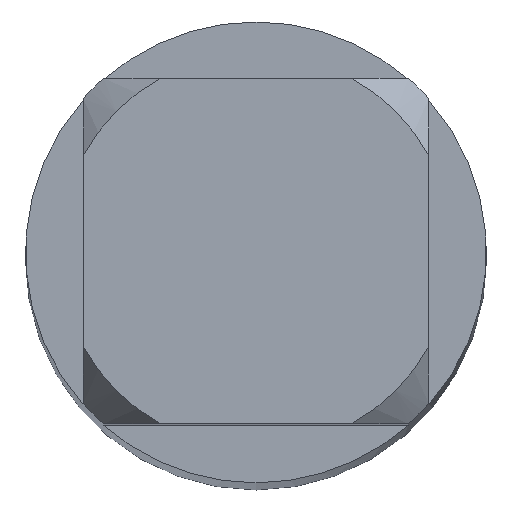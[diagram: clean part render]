
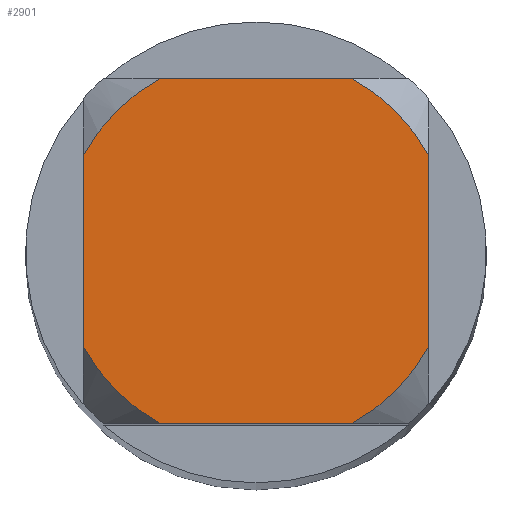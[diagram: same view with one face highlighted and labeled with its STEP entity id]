
A CAD part, top view. The second image highlights one B-rep face of the part: STEP entity #2901.
In plain terms, the highlighted planar face has unit normal (0, 0, 1).
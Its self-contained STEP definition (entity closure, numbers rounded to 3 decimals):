
#2193=EDGE_CURVE('',#5091,#3127,#6125,.T.);
#2423=VERTEX_POINT('',#6375);
#2469=EDGE_CURVE('',#2675,#2423,#6425,.T.);
#2505=VERTEX_POINT('',#6464);
#2555=EDGE_CURVE('',#5091,#3821,#6520,.T.);
#2675=VERTEX_POINT('',#6653);
#2859=EDGE_CURVE('',#2675,#3821,#6853,.T.);
#2901=ADVANCED_FACE('',(#6899),#6900,.T.);
#3127=VERTEX_POINT('',#7147);
#3591=EDGE_CURVE('',#3997,#3127,#7647,.T.);
#3821=VERTEX_POINT('',#7897);
#3997=VERTEX_POINT('',#8090);
#5091=VERTEX_POINT('',#9286);
#5131=EDGE_CURVE('',#5327,#2505,#9330,.T.);
#5327=VERTEX_POINT('',#9548);
#5573=EDGE_CURVE('',#5327,#2423,#9818,.T.);
#5655=EDGE_CURVE('',#3997,#2505,#9907,.T.);
#6125=CIRCLE('',#10590,1.2);
#6375=CARTESIAN_POINT('',(0.581,-1.05,0.0));
#6425=LINE('',#11236,#11237);
#6464=CARTESIAN_POINT('',(1.05,0.581,0.0));
#6520=LINE('',#11399,#11400);
#6653=CARTESIAN_POINT('',(-0.581,-1.05,0.0));
#6853=CIRCLE('',#12071,1.2);
#6899=FACE_OUTER_BOUND('',#12169,.T.);
#6900=PLANE('',#12170);
#7147=CARTESIAN_POINT('',(-0.581,1.05,0.0));
#7647=LINE('',#13735,#13736);
#7897=CARTESIAN_POINT('',(-1.05,-0.581,0.0));
#8090=CARTESIAN_POINT('',(0.581,1.05,0.0));
#9286=CARTESIAN_POINT('',(-1.05,0.581,0.0));
#9330=LINE('',#18076,#18077);
#9548=CARTESIAN_POINT('',(1.05,-0.581,0.0));
#9818=CIRCLE('',#19123,1.2);
#9907=CIRCLE('',#19300,1.2);
#10590=AXIS2_PLACEMENT_3D('',#20046,#20047,#20048);
#11236=CARTESIAN_POINT('',(0.0,-1.05,0.0));
#11237=VECTOR('',#20363,1.0);
#11399=CARTESIAN_POINT('',(-1.05,0.3,0.0));
#11400=VECTOR('',#20480,1.0);
#12071=AXIS2_PLACEMENT_3D('',#20831,#20832,#20833);
#12169=EDGE_LOOP('',(#20880,#20881,#20882,#20883,#20884,#20885,#20886,#20887));
#12170=AXIS2_PLACEMENT_3D('',#20888,#20889,#20890);
#13735=CARTESIAN_POINT('',(0.0,1.05,0.0));
#13736=VECTOR('',#21612,1.0);
#18076=CARTESIAN_POINT('',(1.05,0.3,0.0));
#18077=VECTOR('',#23543,1.0);
#19123=AXIS2_PLACEMENT_3D('',#24250,#24251,#24252);
#19300=AXIS2_PLACEMENT_3D('',#24330,#24331,#24332);
#20046=CARTESIAN_POINT('',(0.0,0.0,0.0));
#20047=DIRECTION('',(0.0,0.0,-1.0));
#20048=DIRECTION('',(0.0,1.0,0.0));
#20363=DIRECTION('',(1.0,0.0,0.0));
#20480=DIRECTION('',(-0.0,-1.0,0.0));
#20831=CARTESIAN_POINT('',(0.0,0.0,0.0));
#20832=DIRECTION('',(0.0,0.0,-1.0));
#20833=DIRECTION('',(0.0,1.0,0.0));
#20880=ORIENTED_EDGE('',*,*,#2555,.T.);
#20881=ORIENTED_EDGE('',*,*,#2859,.F.);
#20882=ORIENTED_EDGE('',*,*,#2469,.T.);
#20883=ORIENTED_EDGE('',*,*,#5573,.F.);
#20884=ORIENTED_EDGE('',*,*,#5131,.T.);
#20885=ORIENTED_EDGE('',*,*,#5655,.F.);
#20886=ORIENTED_EDGE('',*,*,#3591,.T.);
#20887=ORIENTED_EDGE('',*,*,#2193,.F.);
#20888=CARTESIAN_POINT('',(0.0,0.6,0.0));
#20889=DIRECTION('',(-0.0,0.0,1.0));
#20890=DIRECTION('',(0.0,-1.0,0.0));
#21612=DIRECTION('',(-1.0,0.0,0.0));
#23543=DIRECTION('',(-0.0,1.0,0.0));
#24250=CARTESIAN_POINT('',(0.0,0.0,0.0));
#24251=DIRECTION('',(0.0,0.0,-1.0));
#24252=DIRECTION('',(0.0,1.0,0.0));
#24330=CARTESIAN_POINT('',(0.0,0.0,0.0));
#24331=DIRECTION('',(0.0,0.0,-1.0));
#24332=DIRECTION('',(0.0,1.0,0.0));
